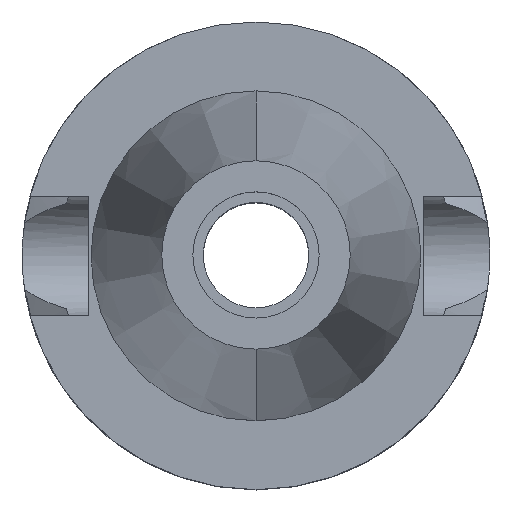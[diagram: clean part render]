
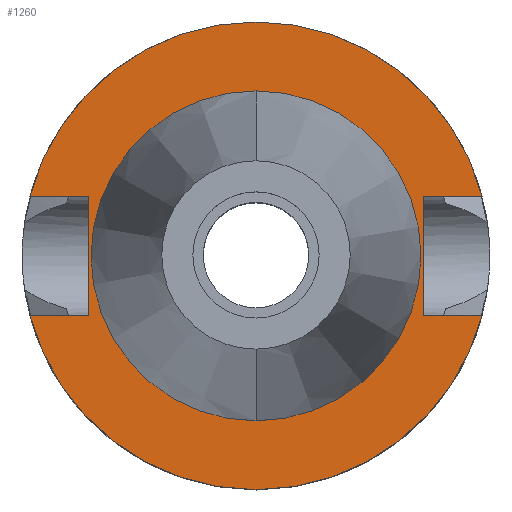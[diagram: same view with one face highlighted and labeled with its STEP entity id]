
A CAD part, top view. The second image highlights one B-rep face of the part: STEP entity #1260.
In plain terms, the highlighted planar face has unit normal (0, 0, 1).
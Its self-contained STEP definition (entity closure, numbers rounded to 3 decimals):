
#94=DIRECTION('',(0.,1.,0.));
#95=VECTOR('',#94,16.1);
#96=CARTESIAN_POINT('',(-22.5,-8.05,-1.));
#97=LINE('',#96,#95);
#101=DIRECTION('',(-1.,0.,0.));
#102=VECTOR('',#101,7.954);
#103=CARTESIAN_POINT('',(-22.5,8.05,-1.));
#104=LINE('',#103,#102);
#108=CARTESIAN_POINT('',(0.,0.,-1.));
#109=DIRECTION('',(0.,0.,-1.));
#110=DIRECTION('',(-0.967,0.256,0.));
#111=AXIS2_PLACEMENT_3D('',#108,#109,#110);
#116=CARTESIAN_POINT('',(0.,0.,-1.));
#117=DIRECTION('',(0.,0.,-1.));
#118=DIRECTION('',(0.,1.,0.));
#119=AXIS2_PLACEMENT_3D('',#116,#117,#118);
#124=DIRECTION('',(0.,-1.,0.));
#125=VECTOR('',#124,16.1);
#126=CARTESIAN_POINT('',(22.5,8.05,-1.));
#127=LINE('',#126,#125);
#131=DIRECTION('',(1.,0.,0.));
#132=VECTOR('',#131,7.954);
#133=CARTESIAN_POINT('',(22.5,-8.05,-1.));
#134=LINE('',#133,#132);
#138=CARTESIAN_POINT('',(0.,0.,-1.));
#139=DIRECTION('',(0.,0.,-1.));
#140=DIRECTION('',(0.967,-0.256,0.));
#141=AXIS2_PLACEMENT_3D('',#138,#139,#140);
#146=CARTESIAN_POINT('',(0.,0.,-1.));
#147=DIRECTION('',(0.,0.,-1.));
#148=DIRECTION('',(0.,-1.,0.));
#149=AXIS2_PLACEMENT_3D('',#146,#147,#148);
#154=CARTESIAN_POINT('',(0.,0.,-1.));
#155=DIRECTION('',(0.,0.,1.));
#156=DIRECTION('',(0.,1.,0.));
#157=AXIS2_PLACEMENT_3D('',#154,#155,#156);
#162=CARTESIAN_POINT('',(0.,0.,-1.));
#163=DIRECTION('',(0.,0.,1.));
#164=DIRECTION('',(0.,-1.,0.));
#165=AXIS2_PLACEMENT_3D('',#162,#163,#164);
#200=DIRECTION('',(-1.,0.,0.));
#201=VECTOR('',#200,7.954);
#202=CARTESIAN_POINT('',(-22.5,-8.05,-1.));
#203=LINE('',#202,#201);
#337=DIRECTION('',(1.,0.,0.));
#338=VECTOR('',#337,7.954);
#339=CARTESIAN_POINT('',(22.5,8.05,-1.));
#340=LINE('',#339,#338);
#1111=CARTESIAN_POINT('',(-22.5,-8.05,-1.));
#1112=VERTEX_POINT('',#1111);
#1113=CARTESIAN_POINT('',(-30.454,-8.05,-1.));
#1114=VERTEX_POINT('',#1113);
#1117=CARTESIAN_POINT('',(-22.5,8.05,-1.));
#1118=VERTEX_POINT('',#1117);
#1119=CARTESIAN_POINT('',(-30.454,8.05,-1.));
#1120=VERTEX_POINT('',#1119);
#1121=CARTESIAN_POINT('',(0.,31.5,-1.));
#1122=CARTESIAN_POINT('',(30.454,8.05,-1.));
#1123=VERTEX_POINT('',#1121);
#1124=VERTEX_POINT('',#1122);
#1125=CARTESIAN_POINT('',(22.5,8.05,-1.));
#1126=VERTEX_POINT('',#1125);
#1127=CARTESIAN_POINT('',(22.5,-8.05,-1.));
#1128=VERTEX_POINT('',#1127);
#1129=CARTESIAN_POINT('',(30.454,-8.05,-1.));
#1130=VERTEX_POINT('',#1129);
#1131=CARTESIAN_POINT('',(0.,-31.5,-1.));
#1132=VERTEX_POINT('',#1131);
#1133=CARTESIAN_POINT('',(0.,22.225,-1.));
#1134=CARTESIAN_POINT('',(0.,-22.225,-1.));
#1135=VERTEX_POINT('',#1133);
#1136=VERTEX_POINT('',#1134);
#1229=CARTESIAN_POINT('',(0.,0.,-1.));
#1230=DIRECTION('',(0.,0.,-1.));
#1231=DIRECTION('',(0.,-1.,0.));
#1232=AXIS2_PLACEMENT_3D('',#1229,#1230,#1231);
#1233=PLANE('',#1232);
#1235=ORIENTED_EDGE('',*,*,#1234,.T.);
#1237=ORIENTED_EDGE('',*,*,#1236,.T.);
#1239=ORIENTED_EDGE('',*,*,#1238,.T.);
#1241=ORIENTED_EDGE('',*,*,#1240,.T.);
#1243=ORIENTED_EDGE('',*,*,#1242,.F.);
#1245=ORIENTED_EDGE('',*,*,#1244,.T.);
#1247=ORIENTED_EDGE('',*,*,#1246,.T.);
#1249=ORIENTED_EDGE('',*,*,#1248,.T.);
#1251=ORIENTED_EDGE('',*,*,#1250,.T.);
#1253=ORIENTED_EDGE('',*,*,#1252,.F.);
#1254=EDGE_LOOP('',(#1235,#1237,#1239,#1241,#1243,#1245,#1247,#1249,#1251,
#1253));
#1255=FACE_OUTER_BOUND('',#1254,.F.);
#1256=ORIENTED_EDGE('',*,*,#1224,.T.);
#1257=ORIENTED_EDGE('',*,*,#1208,.T.);
#1258=EDGE_LOOP('',(#1256,#1257));
#1259=FACE_BOUND('',#1258,.F.);
#112=CIRCLE('',#111,31.5);
#120=CIRCLE('',#119,31.5);
#142=CIRCLE('',#141,31.5);
#150=CIRCLE('',#149,31.5);
#158=CIRCLE('',#157,22.225);
#166=CIRCLE('',#165,22.225);
#1208=EDGE_CURVE('',#1136,#1135,#166,.T.);
#1224=EDGE_CURVE('',#1135,#1136,#158,.T.);
#1234=EDGE_CURVE('',#1112,#1118,#97,.T.);
#1236=EDGE_CURVE('',#1118,#1120,#104,.T.);
#1238=EDGE_CURVE('',#1120,#1123,#112,.T.);
#1240=EDGE_CURVE('',#1123,#1124,#120,.T.);
#1242=EDGE_CURVE('',#1126,#1124,#340,.T.);
#1244=EDGE_CURVE('',#1126,#1128,#127,.T.);
#1246=EDGE_CURVE('',#1128,#1130,#134,.T.);
#1248=EDGE_CURVE('',#1130,#1132,#142,.T.);
#1250=EDGE_CURVE('',#1132,#1114,#150,.T.);
#1252=EDGE_CURVE('',#1112,#1114,#203,.T.);
#1260=ADVANCED_FACE('',(#1255,#1259),#1233,.F.);
